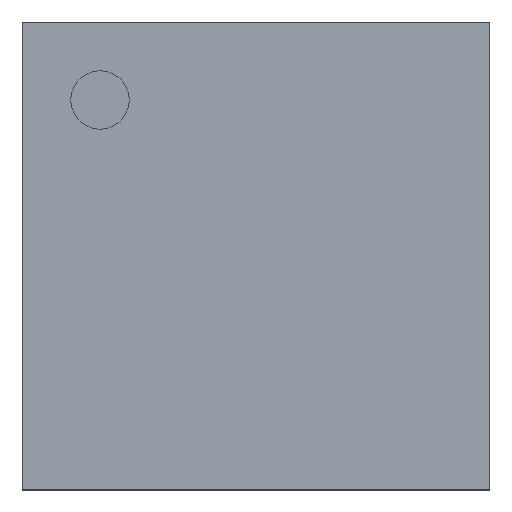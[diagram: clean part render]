
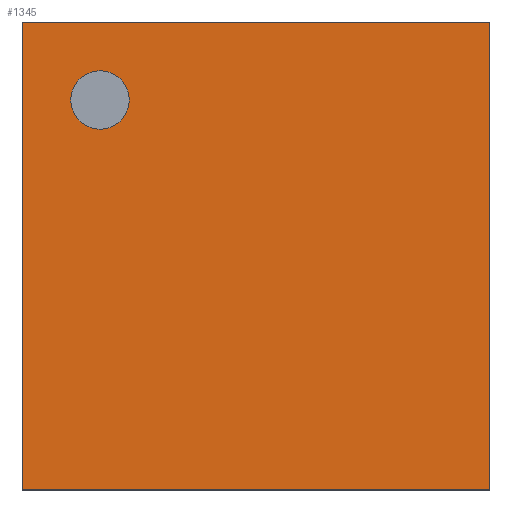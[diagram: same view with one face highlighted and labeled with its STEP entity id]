
A CAD part, top view. The second image highlights one B-rep face of the part: STEP entity #1345.
In plain terms, the highlighted planar face has unit normal (0, 0, 1).
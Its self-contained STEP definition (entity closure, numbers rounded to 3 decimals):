
#1281 = VERTEX_POINT('',#1282);
#1282 = CARTESIAN_POINT('',(0.,0.,1.2));
#1297 = VERTEX_POINT('',#1298);
#1298 = CARTESIAN_POINT('',(0.,14.,1.2));
#1304 = EDGE_CURVE('',#1281,#1297,#1305,.T.);
#1305 = LINE('',#1306,#1307);
#1306 = CARTESIAN_POINT('',(0.,0.,1.2));
#1307 = VECTOR('',#1308,1.);
#1308 = DIRECTION('',(-0.,1.,0.));
#1327 = EDGE_CURVE('',#1281,#1328,#1330,.T.);
#1328 = VERTEX_POINT('',#1329);
#1329 = CARTESIAN_POINT('',(14.,0.,1.2));
#1330 = LINE('',#1331,#1332);
#1331 = CARTESIAN_POINT('',(0.,0.,1.2));
#1332 = VECTOR('',#1333,1.);
#1333 = DIRECTION('',(1.,0.,-0.));
#1345 = ADVANCED_FACE('',(#1346,#1364),#1375,.T.);
#1346 = FACE_BOUND('',#1347,.T.);
#1347 = EDGE_LOOP('',(#1348,#1349,#1350,#1358));
#1348 = ORIENTED_EDGE('',*,*,#1304,.F.);
#1349 = ORIENTED_EDGE('',*,*,#1327,.T.);
#1350 = ORIENTED_EDGE('',*,*,#1351,.T.);
#1351 = EDGE_CURVE('',#1328,#1352,#1354,.T.);
#1352 = VERTEX_POINT('',#1353);
#1353 = CARTESIAN_POINT('',(14.,14.,1.2));
#1354 = LINE('',#1355,#1356);
#1355 = CARTESIAN_POINT('',(14.,0.,1.2));
#1356 = VECTOR('',#1357,1.);
#1357 = DIRECTION('',(-0.,1.,0.));
#1358 = ORIENTED_EDGE('',*,*,#1359,.F.);
#1359 = EDGE_CURVE('',#1297,#1352,#1360,.T.);
#1360 = LINE('',#1361,#1362);
#1361 = CARTESIAN_POINT('',(0.,14.,1.2));
#1362 = VECTOR('',#1363,1.);
#1363 = DIRECTION('',(1.,0.,-0.));
#1364 = FACE_BOUND('',#1365,.T.);
#1365 = EDGE_LOOP('',(#1366));
#1366 = ORIENTED_EDGE('',*,*,#1367,.F.);
#1367 = EDGE_CURVE('',#1368,#1368,#1370,.T.);
#1368 = VERTEX_POINT('',#1369);
#1369 = CARTESIAN_POINT('',(3.208,11.667,1.2));
#1370 = CIRCLE('',#1371,0.875);
#1371 = AXIS2_PLACEMENT_3D('',#1372,#1373,#1374);
#1372 = CARTESIAN_POINT('',(2.333,11.667,1.2));
#1373 = DIRECTION('',(0.,0.,1.));
#1374 = DIRECTION('',(1.,0.,-0.));
#1375 = PLANE('',#1376);
#1376 = AXIS2_PLACEMENT_3D('',#1377,#1378,#1379);
#1377 = CARTESIAN_POINT('',(0.,0.,1.2));
#1378 = DIRECTION('',(0.,0.,1.));
#1379 = DIRECTION('',(1.,0.,-0.));
